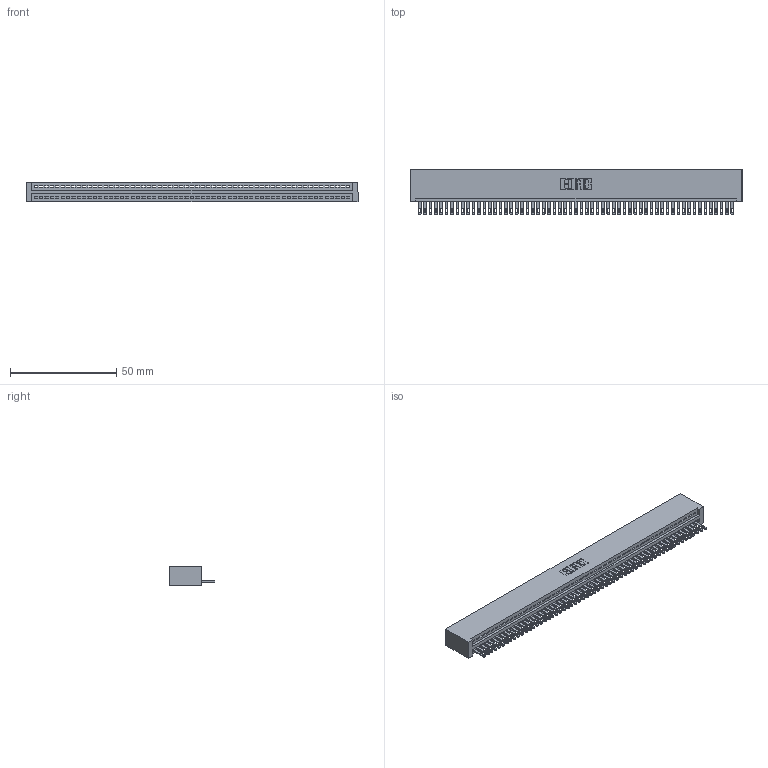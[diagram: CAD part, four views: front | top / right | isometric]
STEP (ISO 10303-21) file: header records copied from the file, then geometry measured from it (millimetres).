
FILE_DESCRIPTION (( 'STEP AP203' ), '1' );
FILE_NAME ('345-059-500-101.STEP', '2018-09-26T18:53:55', ( '' ), ( '' ), 'SwSTEP 2.0', 'SolidWorks 2016', '' );
FILE_SCHEMA (( 'CONFIG_CONTROL_DESIGN' ));
Length unit declared in the file: inch
Products named in the file (3): 345 Part_No Mounting Lugs; 345-059-500-101; 345-292-001_345-293-100
Assembly tree (60 placements, depth 2):
  345-059-500-101
    345 Part_No Mounting Lugs
    345-292-001_345-293-100  x59
Bounding box: 156.46 x 21.51 x 9.4 mm (x, y, z)
Volume: 15621.2 mm3; surface area: 21312.9 mm2
Topology: 60 solids, 60 shells, 3304 faces, 10229 edges, 6818 vertices
Faces by surface type: plane 2082, cylinder 1222
Entity records: 41769 total; most frequent: CARTESIAN_POINT 7241, ORIENTED_EDGE 7234, DIRECTION 6295, EDGE_CURVE 3617, LINE 3253, VECTOR 3253, VERTEX_POINT 2410, AXIS2_PLACEMENT_3D 1521
